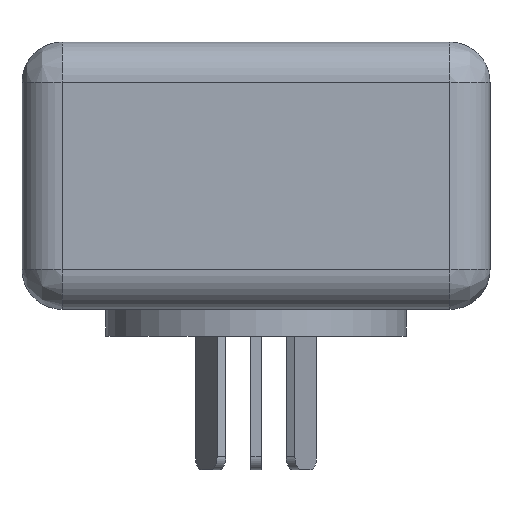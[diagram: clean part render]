
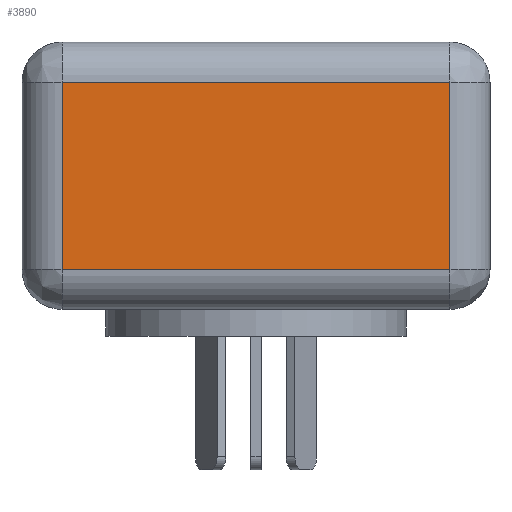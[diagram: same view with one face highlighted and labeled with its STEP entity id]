
A CAD part, front view. The second image highlights one B-rep face of the part: STEP entity #3890.
In plain terms, the highlighted planar face has unit normal (0, -1, 0).
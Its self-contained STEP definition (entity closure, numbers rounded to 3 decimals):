
#168 = VECTOR ( 'NONE', #4161, 1000. ) ;
#173 = LINE ( 'NONE', #3366, #2545 ) ;
#495 = DIRECTION ( 'NONE',  ( 1., 0., 0. ) ) ;
#497 = VECTOR ( 'NONE', #2697, 1000. ) ;
#658 = DIRECTION ( 'NONE',  ( 0., 0., 1. ) ) ;
#662 = DIRECTION ( 'NONE',  ( 0., 1., 0. ) ) ;
#669 = CARTESIAN_POINT ( 'NONE',  ( 35., 0., 20. ) ) ;
#671 = VERTEX_POINT ( 'NONE', #1665 ) ;
#674 = CARTESIAN_POINT ( 'NONE',  ( -29., 0., 14. ) ) ;
#690 = PLANE ( 'NONE',  #3420 ) ;
#1010 = FACE_OUTER_BOUND ( 'NONE', #2118, .T. ) ;
#1091 = VECTOR ( 'NONE', #3941, 1000. ) ;
#1377 = LINE ( 'NONE', #4173, #168 ) ;
#1558 = LINE ( 'NONE', #2672, #497 ) ;
#1596 = VERTEX_POINT ( 'NONE', #674 ) ;
#1665 = CARTESIAN_POINT ( 'NONE',  ( -29., 0., -14. ) ) ;
#1679 = ORIENTED_EDGE ( 'NONE', *, *, #2172, .F. ) ;
#1700 = CARTESIAN_POINT ( 'NONE',  ( 29., 0., -14. ) ) ;
#1773 = CARTESIAN_POINT ( 'NONE',  ( 29., 0., 14. ) ) ;
#1793 = EDGE_CURVE ( 'NONE', #1596, #3430, #173, .T. ) ;
#2069 = EDGE_CURVE ( 'NONE', #3527, #671, #1377, .T. ) ;
#2118 = EDGE_LOOP ( 'NONE', ( #2517, #1679, #3086, #3709 ) ) ;
#2172 = EDGE_CURVE ( 'NONE', #671, #1596, #3042, .T. ) ;
#2517 = ORIENTED_EDGE ( 'NONE', *, *, #1793, .F. ) ;
#2545 = VECTOR ( 'NONE', #495, 1000. ) ;
#2672 = CARTESIAN_POINT ( 'NONE',  ( 29., 0., -6. ) ) ;
#2697 = DIRECTION ( 'NONE',  ( 0., 0., -1. ) ) ;
#3038 = EDGE_CURVE ( 'NONE', #3430, #3527, #1558, .T. ) ;
#3042 = LINE ( 'NONE', #4063, #1091 ) ;
#3086 = ORIENTED_EDGE ( 'NONE', *, *, #2069, .F. ) ;
#3366 = CARTESIAN_POINT ( 'NONE',  ( 35., 0., 14. ) ) ;
#3420 = AXIS2_PLACEMENT_3D ( 'NONE', #669, #662, #658 ) ;
#3430 = VERTEX_POINT ( 'NONE', #1773 ) ;
#3527 = VERTEX_POINT ( 'NONE', #1700 ) ;
#3709 = ORIENTED_EDGE ( 'NONE', *, *, #3038, .F. ) ;
#3890 = ADVANCED_FACE ( 'NONE', ( #1010 ), #690, .F. ) ;
#3941 = DIRECTION ( 'NONE',  ( 0., 0., 1. ) ) ;
#4063 = CARTESIAN_POINT ( 'NONE',  ( -29., 0., 20. ) ) ;
#4161 = DIRECTION ( 'NONE',  ( -1., 0., 0. ) ) ;
#4173 = CARTESIAN_POINT ( 'NONE',  ( 35., 0., -14. ) ) ;
